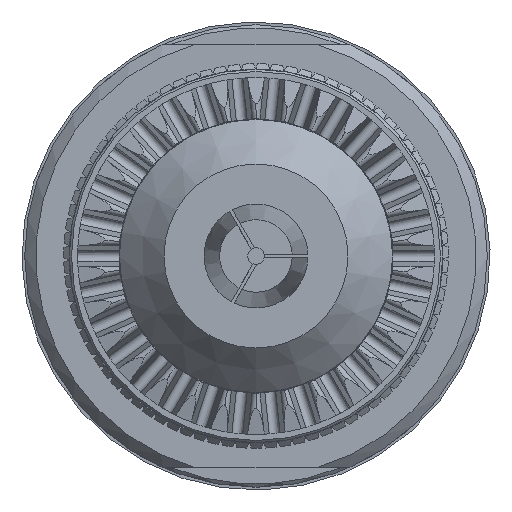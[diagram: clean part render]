
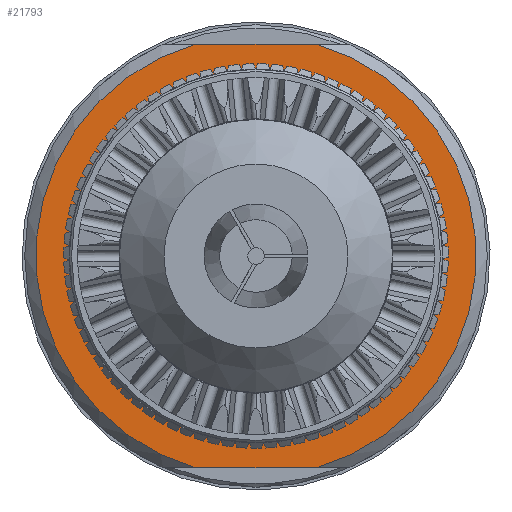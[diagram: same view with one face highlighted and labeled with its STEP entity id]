
A CAD part, left-side view. The second image highlights one B-rep face of the part: STEP entity #21793.
In plain terms, the highlighted planar face has unit normal (-1, 0, 0).
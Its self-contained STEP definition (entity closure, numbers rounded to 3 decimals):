
#966=FACE_BOUND('',#4787,.T.);
#2738=PLANE('',#23209);
#3425=FACE_OUTER_BOUND('',#4786,.T.);
#4786=EDGE_LOOP('',(#15072,#15073,#15074,#15075));
#4787=EDGE_LOOP('',(#15076,#15077));
#6174=CIRCLE('',#23202,19.75);
#6177=CIRCLE('',#23207,8.);
#6178=CIRCLE('',#23208,8.);
#6179=CIRCLE('',#23210,19.75);
#7146=LINE('',#31969,#8469);
#7150=LINE('',#31985,#8473);
#8469=VECTOR('',#25716,10.);
#8473=VECTOR('',#25724,10.);
#9812=VERTEX_POINT('',#31964);
#9813=VERTEX_POINT('',#31968);
#9816=VERTEX_POINT('',#31980);
#9817=VERTEX_POINT('',#31984);
#9820=VERTEX_POINT('',#31999);
#9821=VERTEX_POINT('',#32001);
#11752=EDGE_CURVE('',#9813,#9812,#7146,.T.);
#11758=EDGE_CURVE('',#9817,#9816,#7150,.T.);
#11761=EDGE_CURVE('',#9813,#9816,#6174,.T.);
#11765=EDGE_CURVE('',#9821,#9820,#6177,.T.);
#11766=EDGE_CURVE('',#9820,#9821,#6178,.T.);
#11767=EDGE_CURVE('',#9817,#9812,#6179,.T.);
#15072=ORIENTED_EDGE('',*,*,#11752,.T.);
#15073=ORIENTED_EDGE('',*,*,#11767,.F.);
#15074=ORIENTED_EDGE('',*,*,#11758,.T.);
#15075=ORIENTED_EDGE('',*,*,#11761,.F.);
#15076=ORIENTED_EDGE('',*,*,#11765,.T.);
#15077=ORIENTED_EDGE('',*,*,#11766,.T.);
#21793=ADVANCED_FACE('',(#3425,#966),#2738,.T.);
#23202=AXIS2_PLACEMENT_3D('',#31992,#25731,#25732);
#23207=AXIS2_PLACEMENT_3D('',#32002,#25742,#25743);
#23208=AXIS2_PLACEMENT_3D('',#32003,#25744,#25745);
#23209=AXIS2_PLACEMENT_3D('',#32004,#25746,#25747);
#23210=AXIS2_PLACEMENT_3D('',#32005,#25748,#25749);
#25716=DIRECTION('',(0.,1.,0.));
#25724=DIRECTION('',(0.,-1.,0.));
#25731=DIRECTION('center_axis',(1.,0.,0.));
#25732=DIRECTION('ref_axis',(0.,-1.,0.));
#25742=DIRECTION('center_axis',(1.,0.,0.));
#25743=DIRECTION('ref_axis',(0.,-1.,0.));
#25744=DIRECTION('center_axis',(1.,0.,0.));
#25745=DIRECTION('ref_axis',(0.,-1.,0.));
#25746=DIRECTION('center_axis',(-1.,0.,0.));
#25747=DIRECTION('ref_axis',(0.,0.,
-1.));
#25748=DIRECTION('center_axis',(1.,0.,0.));
#25749=DIRECTION('ref_axis',(0.,-1.,0.));
#31964=CARTESIAN_POINT('',(-85.,5.391,19.));
#31968=CARTESIAN_POINT('',(-85.,-5.391,19.));
#31969=CARTESIAN_POINT('',(-85.,-1.392,19.));
#31980=CARTESIAN_POINT('',(-85.,-5.391,-19.));
#31984=CARTESIAN_POINT('',(-85.,5.391,-19.));
#31985=CARTESIAN_POINT('',(-85.,-12.483,-19.));
#31992=CARTESIAN_POINT('Origin',(-85.,0.,
0.));
#31999=CARTESIAN_POINT('',(-85.,8.,0.));
#32001=CARTESIAN_POINT('',(-85.,-8.,0.));
#32002=CARTESIAN_POINT('Origin',(-85.,0.,
0.));
#32003=CARTESIAN_POINT('Origin',(-85.,0.,
0.));
#32004=CARTESIAN_POINT('Origin',(-85.,-13.875,0.));
#32005=CARTESIAN_POINT('Origin',(-85.,0.,
0.));
